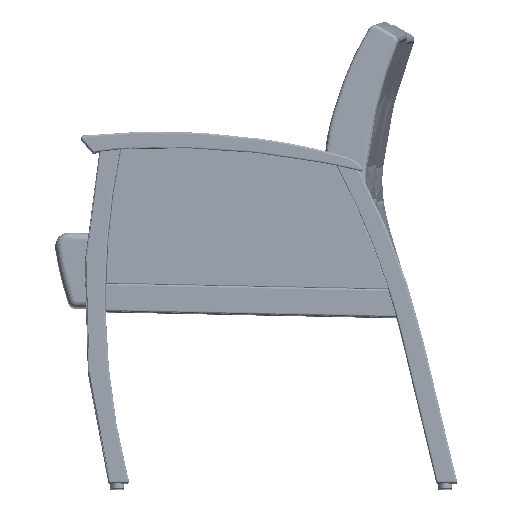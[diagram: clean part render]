
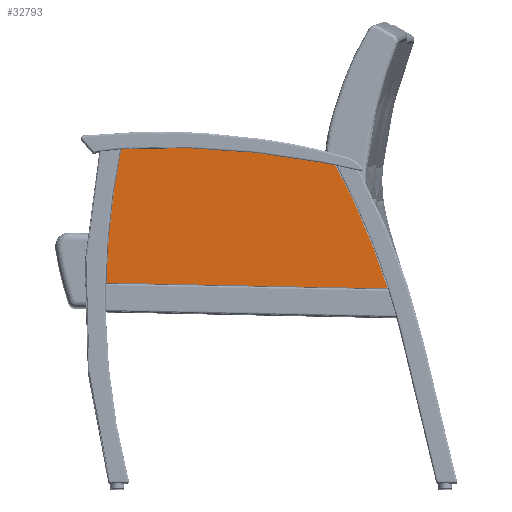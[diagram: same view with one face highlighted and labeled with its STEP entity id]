
A CAD part, top view. The second image highlights one B-rep face of the part: STEP entity #32793.
In plain terms, the highlighted planar face has unit normal (0, 0, 1).
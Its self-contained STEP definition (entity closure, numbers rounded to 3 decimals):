
#3108=PLANE('',#36628);
#5143=LINE('',#123353,#7185);
#7185=VECTOR('',#45852,0.394);
#9665=FACE_OUTER_BOUND('',#12172,.T.);
#12172=EDGE_LOOP('',(#29361,#29362,#29363,#29364));
#13796=CIRCLE('',#36625,53.107);
#13798=CIRCLE('',#36629,53.107);
#13799=CIRCLE('',#36630,59.771);
#16553=VERTEX_POINT('',#123318);
#16556=VERTEX_POINT('',#123338);
#16557=VERTEX_POINT('',#123355);
#16559=VERTEX_POINT('',#123361);
#20832=EDGE_CURVE('',#16556,#16553,#5143,.T.);
#20833=EDGE_CURVE('',#16553,#16557,#13796,.T.);
#20836=EDGE_CURVE('',#16559,#16556,#13798,.T.);
#20837=EDGE_CURVE('',#16557,#16559,#13799,.T.);
#29361=ORIENTED_EDGE('',*,*,#20832,.F.);
#29362=ORIENTED_EDGE('',*,*,#20836,.F.);
#29363=ORIENTED_EDGE('',*,*,#20837,.F.);
#29364=ORIENTED_EDGE('',*,*,#20833,.F.);
#32793=ADVANCED_FACE('',(#9665),#3108,.T.);
#36625=AXIS2_PLACEMENT_3D('',#123356,#45855,#45856);
#36628=AXIS2_PLACEMENT_3D('',#123360,#45861,#45862);
#36629=AXIS2_PLACEMENT_3D('',#123362,#45863,#45864);
#36630=AXIS2_PLACEMENT_3D('',#123363,#45865,#45866);
#45852=DIRECTION('',(-1.,0.02,0.));
#45855=DIRECTION('center_axis',(0.,0.,-1.));
#45856=DIRECTION('ref_axis',(-0.994,0.11,0.));
#45861=DIRECTION('center_axis',(0.,0.,1.));
#45862=DIRECTION('ref_axis',(1.,0.,0.));
#45863=DIRECTION('center_axis',(0.,0.,-1.));
#45864=DIRECTION('ref_axis',(0.921,0.39,0.));
#45865=DIRECTION('center_axis',(0.,0.,-1.));
#45866=DIRECTION('ref_axis',(0.068,0.998,0.));
#123318=CARTESIAN_POINT('',(-10.294,-4.614,0.813));
#123338=CARTESIAN_POINT('',(10.063,-5.024,0.813));
#123353=CARTESIAN_POINT('',(4.99,-4.922,0.813));
#123355=CARTESIAN_POINT('',(-9.201,5.166,0.813));
#123356=CARTESIAN_POINT('Origin',(42.804,-5.595,0.813));
#123360=CARTESIAN_POINT('Origin',(0.,0.,0.813));
#123361=CARTESIAN_POINT('',(6.211,4.023,0.813));
#123362=CARTESIAN_POINT('Origin',(-40.515,-21.216,0.813));
#123363=CARTESIAN_POINT('Origin',(-5.878,-54.512,0.813));
